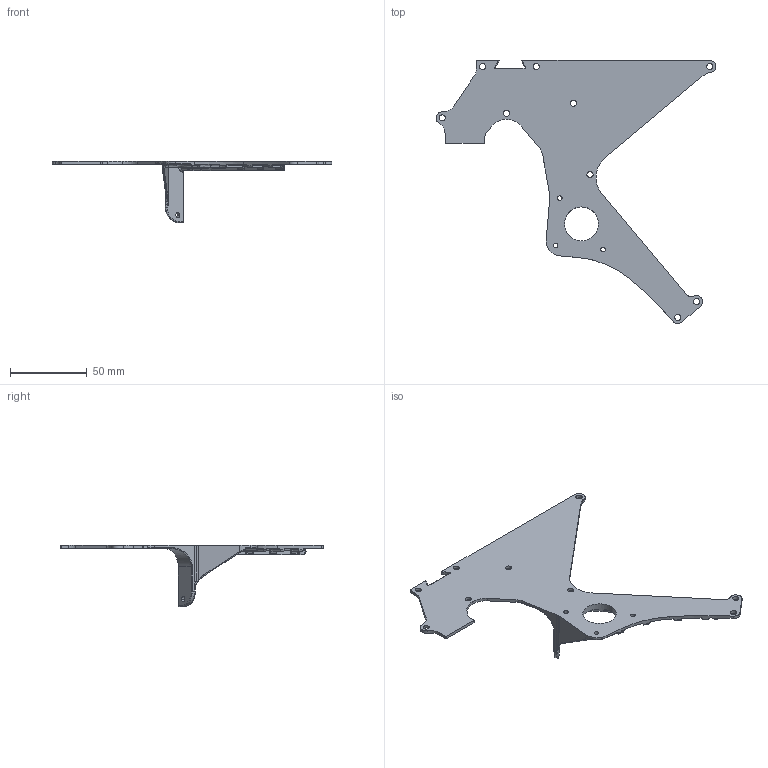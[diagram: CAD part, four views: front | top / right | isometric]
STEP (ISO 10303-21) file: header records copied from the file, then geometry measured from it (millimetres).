
FILE_DESCRIPTION (( 'STEP AP214' ), '1' );
FILE_NAME ('CFV5_Pump_MainBody-Front.STEP', '2025-01-11T16:53:15', ( '' ), ( '' ), 'SwSTEP 2.0', 'SolidWorks 2025', '' );
FILE_SCHEMA (( 'AUTOMOTIVE_DESIGN' ));
Length unit declared in the file: millimetre
Products named in the file (1): CFV5_Pump_MainBody-Front
Bounding box: 182.26 x 171.42 x 40 mm (x, y, z)
Volume: 26173.7 mm3; surface area: 27094.8 mm2
Topology: 1 solids, 1 shells, 223 faces, 601 edges, 369 vertices
Faces by surface type: cylinder 124, plane 52, bspline 26, torus 17, sphere 4
Entity records: 7967 total; most frequent: CARTESIAN_POINT 2565, ORIENTED_EDGE 1182, DIRECTION 1094, EDGE_CURVE 591, AXIS2_PLACEMENT_3D 417, VERTEX_POINT 369, LINE 260, VECTOR 260
